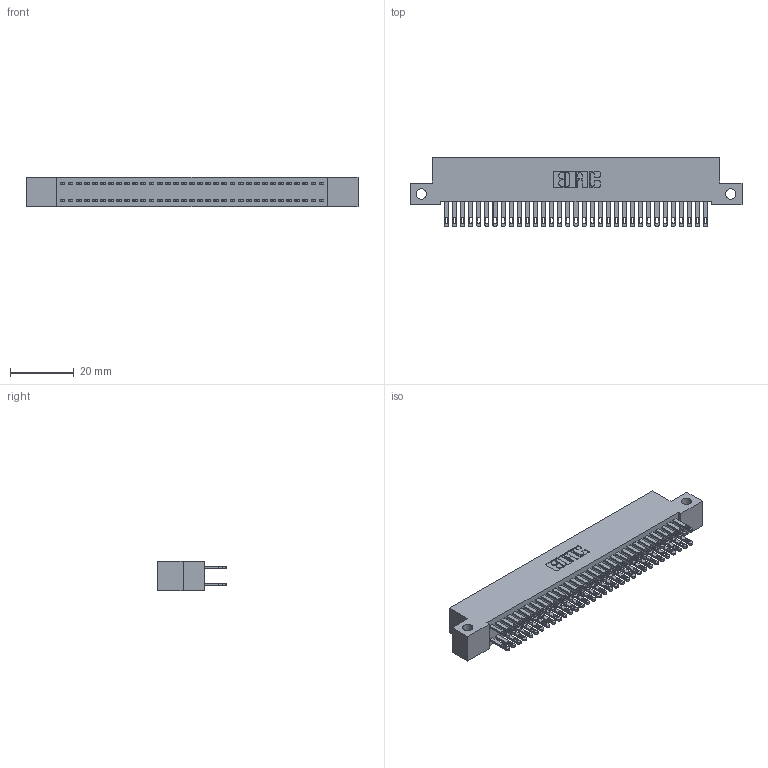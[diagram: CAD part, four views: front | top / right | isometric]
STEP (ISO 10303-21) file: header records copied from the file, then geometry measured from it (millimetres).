
FILE_DESCRIPTION (( 'STEP AP203' ), '1' );
FILE_NAME ('892-066-500-212.STEP', '2020-09-21T19:30:30', ( '' ), ( '' ), 'SwSTEP 2.0', 'SolidWorks 2020', '' );
FILE_SCHEMA (( 'CONFIG_CONTROL_DESIGN' ));
Length unit declared in the file: inch
Products named in the file (3): 842 Part_Side Mount; 892-066-500-212; 345-292-001_345-293-100
Assembly tree (67 placements, depth 2):
  892-066-500-212
    842 Part_Side Mount
    345-292-001_345-293-100  x66
Bounding box: 104.14 x 21.85 x 9.4 mm (x, y, z)
Volume: 9442.1 mm3; surface area: 15619.8 mm2
Topology: 67 solids, 67 shells, 3278 faces, 10001 edges, 6666 vertices
Faces by surface type: plane 2046, cylinder 1232
Entity records: 22195 total; most frequent: CARTESIAN_POINT 3686, ORIENTED_EDGE 3622, DIRECTION 3167, EDGE_CURVE 1811, VECTOR 1679, LINE 1679, VERTEX_POINT 1206, AXIS2_PLACEMENT_3D 744
